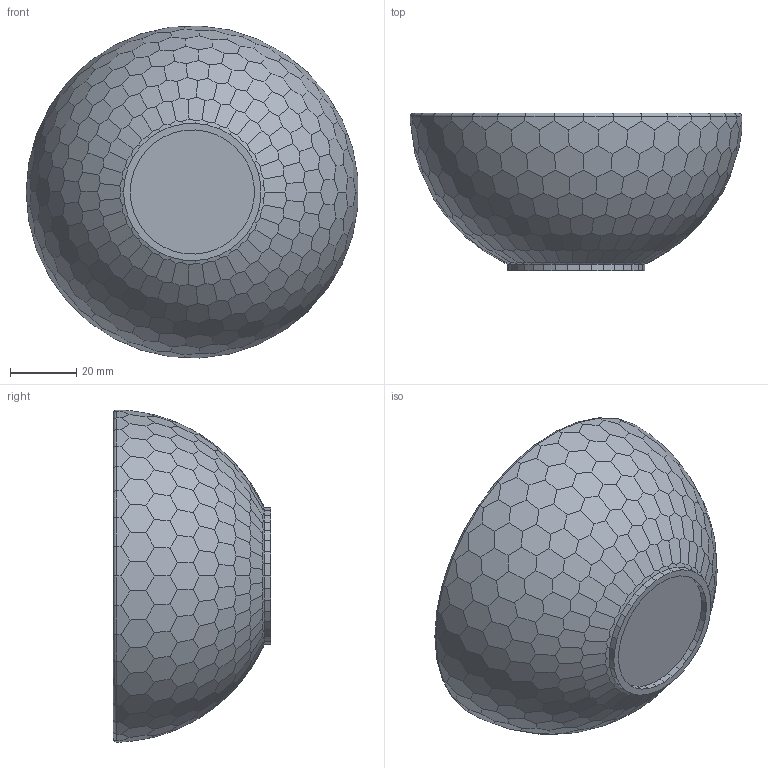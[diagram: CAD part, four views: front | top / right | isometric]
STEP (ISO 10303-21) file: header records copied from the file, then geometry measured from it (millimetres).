
FILE_DESCRIPTION (( 'STEP AP214' ), '1' );
FILE_NAME ('bow.STEP', '2023-07-23T01:48:19', ( '' ), ( '' ), 'SwSTEP 2.0', 'SolidWorks 2019', '' );
FILE_SCHEMA (( 'AUTOMOTIVE_DESIGN' ));
Length unit declared in the file: millimetre
Products named in the file (1): bow
Bounding box: 100.2 x 47.6 x 100.3 mm (x, y, z)
Volume: 30575.2 mm3; surface area: 31068.6 mm2
Topology: 1 solids, 1 shells, 773 faces, 2170 edges, 1400 vertices
Faces by surface type: plane 703, cylinder 70
Entity records: 24218 total; most frequent: CARTESIAN_POINT 4554, ORIENTED_EDGE 4340, DIRECTION 3648, EDGE_CURVE 2170, LINE 2100, VECTOR 2100, VERTEX_POINT 1400, EDGE_LOOP 774
